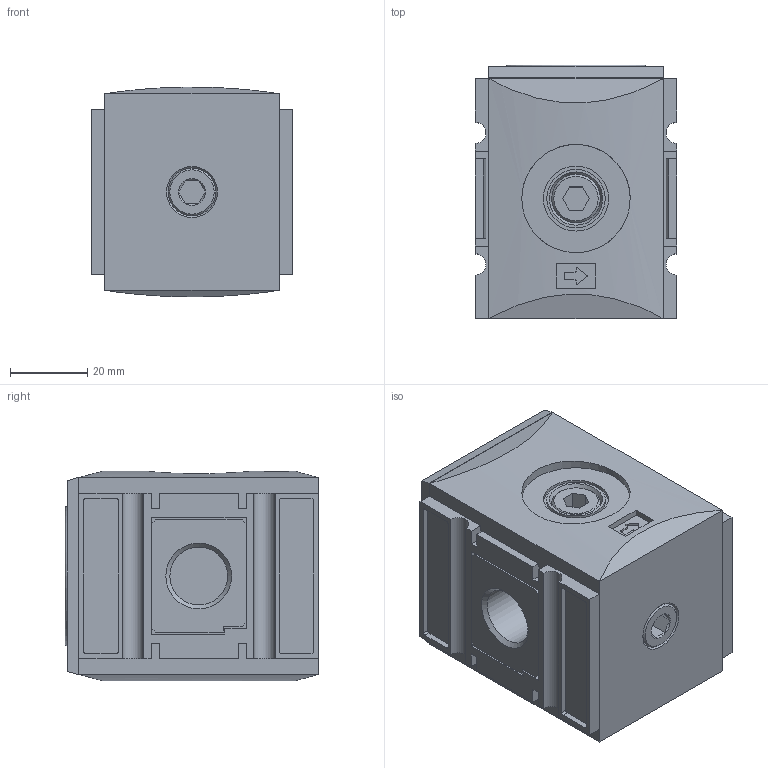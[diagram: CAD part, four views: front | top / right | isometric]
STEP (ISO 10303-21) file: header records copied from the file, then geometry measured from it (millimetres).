
FILE_DESCRIPTION( ( 'STEP AP214' ), ' ' );
FILE_NAME( '94041.DD00.stp', '2017-01-23T08:11:59', ( '' ), ( '' ), ' ', 'PARTsolutions', ' ' );
FILE_SCHEMA( ( 'AUTOMOTIVE_DESIGN { 1 0 10303 214 1 1 1 1 }' ) );
Length unit declared in the file: millimetre
Products named in the file (2): 94041.DD00; _FU 942G 3/8001-1
Assembly tree (1 placements, depth 2):
  94041.DD00
    _FU 942G 3/8001-1
Bounding box: 52 x 65.5 x 54.18 mm (x, y, z)
Volume: 161001.7 mm3; surface area: 23980.2 mm2
Topology: 1 solids, 1 shells, 262 faces, 636 edges, 410 vertices
Faces by surface type: plane 184, cylinder 50, cone 26, torus 2
Full cylindrical faces by diameter (mm): 4.134 x2, 5.5 x2, 13.157 x1, 14.95 x2, 15.1 x1, 16.8 x1, 28 x1, 36 x1, 36.2 x1
Entity records: 9719 total; most frequent: CARTESIAN_POINT 1496, DIRECTION 1252, ORIENTED_EDGE 1204, EDGE_CURVE 602, LINE 454, VECTOR 454, VERTEX_POINT 404, AXIS2_PLACEMENT_3D 399
